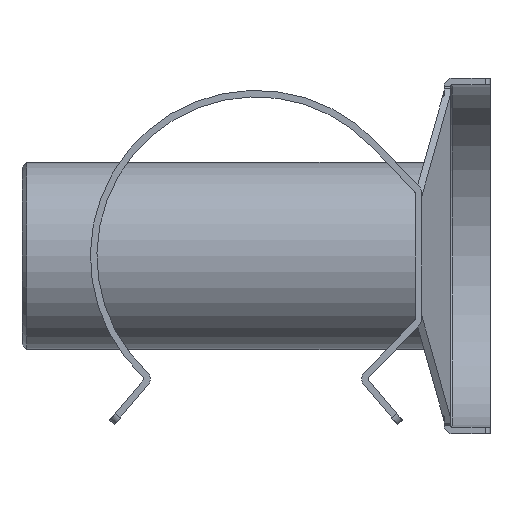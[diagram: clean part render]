
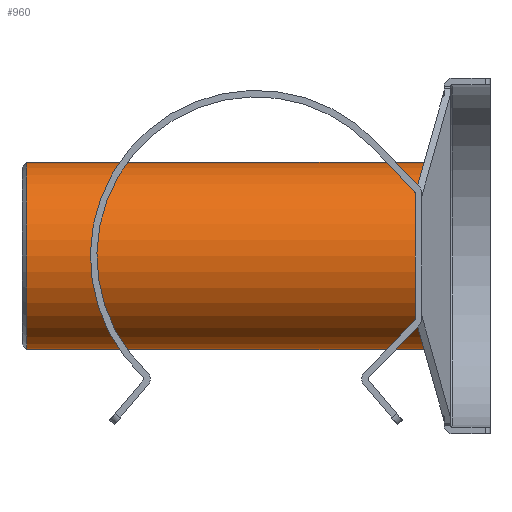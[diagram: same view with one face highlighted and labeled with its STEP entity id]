
A CAD part, front view. The second image highlights one B-rep face of the part: STEP entity #960.
In plain terms, the highlighted cylindrical face has radius 10 mm (diameter 20 mm), a full revolution.
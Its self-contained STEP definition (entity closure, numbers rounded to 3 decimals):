
#16 = CIRCLE ( 'NONE', #683, 10. ) ;
#84 = CYLINDRICAL_SURFACE ( 'NONE', #656, 10. ) ;
#95 = ORIENTED_EDGE ( 'NONE', *, *, #180, .F. ) ;
#111 = CARTESIAN_POINT ( 'NONE',  ( 20.1, 0., 0. ) ) ;
#164 = EDGE_LOOP ( 'NONE', ( #1500 ) ) ;
#180 = EDGE_CURVE ( 'NONE', #691, #691, #249, .T. ) ;
#225 = CARTESIAN_POINT ( 'NONE',  ( -24.5, 0., 0. ) ) ;
#249 = CIRCLE ( 'NONE', #1458, 10. ) ;
#424 = EDGE_CURVE ( 'NONE', #1719, #1719, #16, .T. ) ;
#594 = DIRECTION ( 'NONE',  ( 1., 0., 0. ) ) ;
#605 = FACE_OUTER_BOUND ( 'NONE', #817, .T. ) ;
#656 = AXIS2_PLACEMENT_3D ( 'NONE', #1749, #1393, #2059 ) ;
#683 = AXIS2_PLACEMENT_3D ( 'NONE', #111, #594, #758 ) ;
#691 = VERTEX_POINT ( 'NONE', #1887 ) ;
#712 = FACE_OUTER_BOUND ( 'NONE', #164, .T. ) ;
#758 = DIRECTION ( 'NONE',  ( 0., 1., 0. ) ) ;
#817 = EDGE_LOOP ( 'NONE', ( #95 ) ) ;
#960 = ADVANCED_FACE ( 'NONE', ( #605, #712 ), #84, .T. ) ;
#1393 = DIRECTION ( 'NONE',  ( -1., 0., 0. ) ) ;
#1458 = AXIS2_PLACEMENT_3D ( 'NONE', #225, #1876, #1886 ) ;
#1500 = ORIENTED_EDGE ( 'NONE', *, *, #424, .F. ) ;
#1719 = VERTEX_POINT ( 'NONE', #2026 ) ;
#1749 = CARTESIAN_POINT ( 'NONE',  ( -25., 0., 0. ) ) ;
#1876 = DIRECTION ( 'NONE',  ( -1., 0., 0. ) ) ;
#1886 = DIRECTION ( 'NONE',  ( 0., 0., 1. ) ) ;
#1887 = CARTESIAN_POINT ( 'NONE',  ( -24.5, 0., 10. ) ) ;
#2026 = CARTESIAN_POINT ( 'NONE',  ( 20.1, 10., 0. ) ) ;
#2059 = DIRECTION ( 'NONE',  ( 0., 0., 1. ) ) ;
